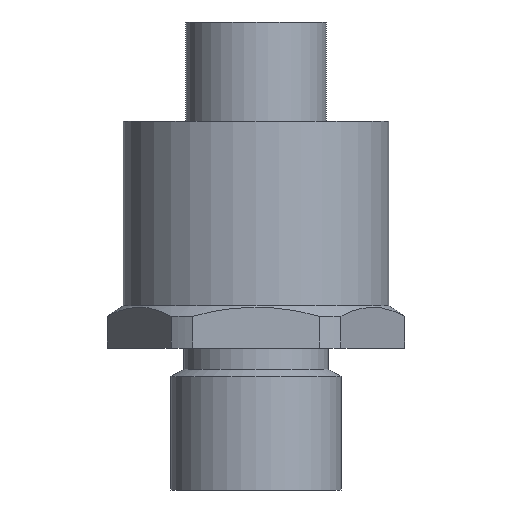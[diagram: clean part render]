
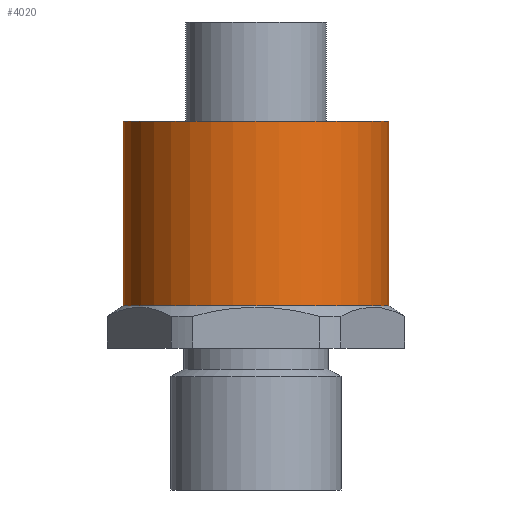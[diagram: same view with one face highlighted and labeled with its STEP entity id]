
A CAD part, front view. The second image highlights one B-rep face of the part: STEP entity #4020.
In plain terms, the highlighted cylindrical face has radius 9.35 mm (diameter 18.7 mm), a partial arc.
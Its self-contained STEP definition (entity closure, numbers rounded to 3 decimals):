
#3190=CARTESIAN_POINT('',(9.5,0.,0.));
#3200=DIRECTION('',(1.,0.,0.));
#3210=DIRECTION('',(0.,-1.,0.));
#3220=AXIS2_PLACEMENT_3D('',#3190,#3200,#3210);
#3230=CIRCLE('',#3220,9.35);
#3240=CARTESIAN_POINT('',(9.5,-9.35,0.));
#3250=VERTEX_POINT('',#3240);
#3260=CARTESIAN_POINT('',(9.5,9.35,0.));
#3270=VERTEX_POINT('',#3260);
#3280=EDGE_CURVE('',#3250,#3270,#3230,.T.);
#3710=CARTESIAN_POINT('',(2.75,0.,0.));
#3720=DIRECTION('',(1.,0.,0.));
#3730=DIRECTION('',(0.,-1.,0.));
#3740=AXIS2_PLACEMENT_3D('',#3710,#3720,#3730);
#3750=CYLINDRICAL_SURFACE('',#3740,9.35);
#3760=CARTESIAN_POINT('',(2.75,-9.35,0.));
#3770=DIRECTION('',(1.,0.,0.));
#3780=VECTOR('',#3770,1.);
#3790=LINE('',#3760,#3780);
#3800=CARTESIAN_POINT('',(-3.5,-9.35,0.));
#3810=VERTEX_POINT('',#3800);
#3820=EDGE_CURVE('',#3810,#3250,#3790,.T.);
#3830=ORIENTED_EDGE('',*,*,#3820,.F.);
#3840=ORIENTED_EDGE('',*,*,#3280,.F.);
#3850=CARTESIAN_POINT('',(2.75,9.35,0.));
#3860=DIRECTION('',(1.,0.,0.));
#3870=VECTOR('',#3860,1.);
#3880=LINE('',#3850,#3870);
#3890=CARTESIAN_POINT('',(-3.5,9.35,0.));
#3900=VERTEX_POINT('',#3890);
#3910=EDGE_CURVE('',#3900,#3270,#3880,.T.);
#3920=ORIENTED_EDGE('',*,*,#3910,.T.);
#3930=CARTESIAN_POINT('',(-3.5,0.,0.));
#3940=DIRECTION('',(1.,0.,0.));
#3950=DIRECTION('',(0.,1.,0.));
#3960=AXIS2_PLACEMENT_3D('',#3930,#3940,#3950);
#3970=CIRCLE('',#3960,9.35);
#3980=EDGE_CURVE('',#3810,#3900,#3970,.T.);
#3990=ORIENTED_EDGE('',*,*,#3980,.T.);
#4000=EDGE_LOOP('',(#3990,#3920,#3840,#3830));
#4010=FACE_OUTER_BOUND('',#4000,.T.);
#4020=ADVANCED_FACE('',(#4010),#3750,.T.);
